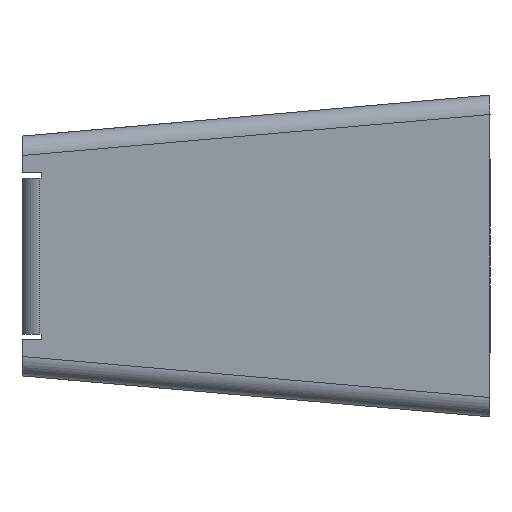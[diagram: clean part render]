
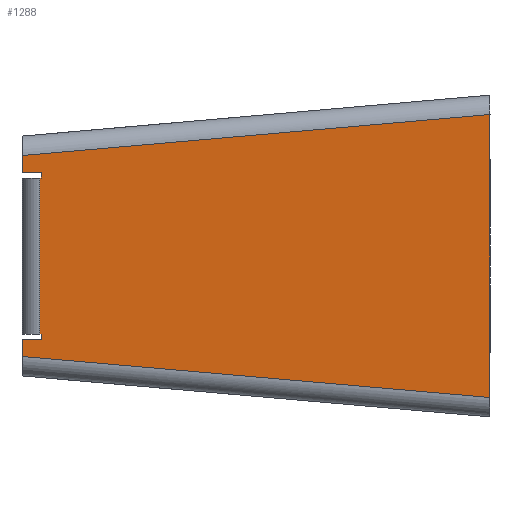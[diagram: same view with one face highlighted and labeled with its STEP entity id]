
A CAD part, left-side view. The second image highlights one B-rep face of the part: STEP entity #1288.
In plain terms, the highlighted planar face has unit normal (-0.996, 0.087, 0).
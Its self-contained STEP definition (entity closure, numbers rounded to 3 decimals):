
#1 = LINE ( 'NONE', #735, #657 ) ;
#8 = VECTOR ( 'NONE', #388, 1000. ) ;
#30 = CARTESIAN_POINT ( 'NONE',  ( -101., 0., 7.254 ) ) ;
#35 = ORIENTED_EDGE ( 'NONE', *, *, #480, .T. ) ;
#39 = CARTESIAN_POINT ( 'NONE',  ( -101.008, -0.086, -7.261 ) ) ;
#48 = LINE ( 'NONE', #278, #737 ) ;
#68 = EDGE_CURVE ( 'NONE', #463, #133, #1257, .T. ) ;
#86 = EDGE_CURVE ( 'NONE', #643, #889, #532, .T. ) ;
#87 = DIRECTION ( 'NONE',  ( -0.087, -0.996, 0. ) ) ;
#95 = VECTOR ( 'NONE', #1186, 1000. ) ;
#133 = VERTEX_POINT ( 'NONE', #1149 ) ;
#149 = EDGE_CURVE ( 'NONE', #1578, #730, #48, .T. ) ;
#162 = LINE ( 'NONE', #39, #448 ) ;
#197 = EDGE_LOOP ( 'NONE', ( #742, #991, #1592, #280, #1121, #827, #475, #493, #1011, #35, #1041, #738 ) ) ;
#198 = DIRECTION ( 'NONE',  ( 0.087, 0.996, 0. ) ) ;
#226 = LINE ( 'NONE', #1302, #372 ) ;
#275 = DIRECTION ( 'NONE',  ( 0.087, 0.996, 0. ) ) ;
#278 = CARTESIAN_POINT ( 'NONE',  ( -98.98, 23.087, 8.25 ) ) ;
#280 = ORIENTED_EDGE ( 'NONE', *, *, #1507, .T. ) ;
#334 = CARTESIAN_POINT ( 'NONE',  ( -101., 0., -7.254 ) ) ;
#361 = CARTESIAN_POINT ( 'NONE',  ( -98.9, 24., -4.3 ) ) ;
#372 = VECTOR ( 'NONE', #198, 1000. ) ;
#378 = DIRECTION ( 'NONE',  ( -0.087, -0.996, 0. ) ) ;
#388 = DIRECTION ( 'NONE',  ( 0., 0., -1. ) ) ;
#425 = CARTESIAN_POINT ( 'NONE',  ( -98.9, 24., 8.25 ) ) ;
#429 = DIRECTION ( 'NONE',  ( 0.087, 0.992, -0.087 ) ) ;
#434 = VERTEX_POINT ( 'NONE', #1020 ) ;
#447 = CARTESIAN_POINT ( 'NONE',  ( -98.988, 23., 8.25 ) ) ;
#448 = VECTOR ( 'NONE', #1270, 1000. ) ;
#461 = CARTESIAN_POINT ( 'NONE',  ( -98.9, 24., 4.3 ) ) ;
#463 = VERTEX_POINT ( 'NONE', #30 ) ;
#475 = ORIENTED_EDGE ( 'NONE', *, *, #854, .T. ) ;
#480 = EDGE_CURVE ( 'NONE', #133, #1027, #645, .T. ) ;
#493 = ORIENTED_EDGE ( 'NONE', *, *, #1198, .F. ) ;
#526 = VECTOR ( 'NONE', #429, 1000. ) ;
#532 = LINE ( 'NONE', #1377, #1167 ) ;
#543 = CARTESIAN_POINT ( 'NONE',  ( -98.9, 24., 8.25 ) ) ;
#548 = VERTEX_POINT ( 'NONE', #334 ) ;
#643 = VERTEX_POINT ( 'NONE', #939 ) ;
#645 = LINE ( 'NONE', #543, #1116 ) ;
#657 = VECTOR ( 'NONE', #378, 1000. ) ;
#662 = CARTESIAN_POINT ( 'NONE',  ( -98.988, 23., 4. ) ) ;
#672 = CARTESIAN_POINT ( 'NONE',  ( -98.9, 24., -4.3 ) ) ;
#681 = CARTESIAN_POINT ( 'NONE',  ( -98.9, 24., 8.25 ) ) ;
#688 = CARTESIAN_POINT ( 'NONE',  ( -98.98, 23.087, 4. ) ) ;
#712 = LINE ( 'NONE', #447, #1475 ) ;
#730 = VERTEX_POINT ( 'NONE', #1322 ) ;
#735 = CARTESIAN_POINT ( 'NONE',  ( -98.9, 24., -4. ) ) ;
#737 = VECTOR ( 'NONE', #770, 1000. ) ;
#738 = ORIENTED_EDGE ( 'NONE', *, *, #86, .T. ) ;
#742 = ORIENTED_EDGE ( 'NONE', *, *, #1030, .T. ) ;
#761 = EDGE_CURVE ( 'NONE', #730, #434, #1, .T. ) ;
#765 = VERTEX_POINT ( 'NONE', #361 ) ;
#767 = LINE ( 'NONE', #672, #965 ) ;
#770 = DIRECTION ( 'NONE',  ( 0., 0., -1. ) ) ;
#781 = AXIS2_PLACEMENT_3D ( 'NONE', #425, #1413, #1262 ) ;
#817 = CARTESIAN_POINT ( 'NONE',  ( -98.9, 24., -5.154 ) ) ;
#827 = ORIENTED_EDGE ( 'NONE', *, *, #1334, .T. ) ;
#854 = EDGE_CURVE ( 'NONE', #1403, #548, #162, .T. ) ;
#889 = VERTEX_POINT ( 'NONE', #662 ) ;
#894 = DIRECTION ( 'NONE',  ( 0., 0., -1. ) ) ;
#939 = CARTESIAN_POINT ( 'NONE',  ( -98.988, 23., 4.3 ) ) ;
#965 = VECTOR ( 'NONE', #275, 1000. ) ;
#991 = ORIENTED_EDGE ( 'NONE', *, *, #149, .T. ) ;
#1011 = ORIENTED_EDGE ( 'NONE', *, *, #68, .T. ) ;
#1020 = CARTESIAN_POINT ( 'NONE',  ( -98.988, 23., -4. ) ) ;
#1026 = DIRECTION ( 'NONE',  ( 0., 0., -1. ) ) ;
#1027 = VERTEX_POINT ( 'NONE', #1202 ) ;
#1030 = EDGE_CURVE ( 'NONE', #889, #1578, #226, .T. ) ;
#1041 = ORIENTED_EDGE ( 'NONE', *, *, #1412, .T. ) ;
#1116 = VECTOR ( 'NONE', #1026, 1000. ) ;
#1121 = ORIENTED_EDGE ( 'NONE', *, *, #1276, .T. ) ;
#1149 = CARTESIAN_POINT ( 'NONE',  ( -98.9, 24., 5.154 ) ) ;
#1167 = VECTOR ( 'NONE', #894, 1000. ) ;
#1186 = DIRECTION ( 'NONE',  ( 0., 0., -1. ) ) ;
#1198 = EDGE_CURVE ( 'NONE', #463, #548, #1245, .T. ) ;
#1202 = CARTESIAN_POINT ( 'NONE',  ( -98.9, 24., 4.3 ) ) ;
#1245 = LINE ( 'NONE', #1493, #8 ) ;
#1257 = LINE ( 'NONE', #1390, #526 ) ;
#1262 = DIRECTION ( 'NONE',  ( 0.087, 0.996, 0. ) ) ;
#1270 = DIRECTION ( 'NONE',  ( -0.087, -0.992, -0.087 ) ) ;
#1276 = EDGE_CURVE ( 'NONE', #1309, #765, #767, .T. ) ;
#1288 = ADVANCED_FACE ( 'NONE', ( #1498 ), #1526, .F. ) ;
#1302 = CARTESIAN_POINT ( 'NONE',  ( -98.9, 24., 4. ) ) ;
#1307 = LINE ( 'NONE', #461, #1522 ) ;
#1309 = VERTEX_POINT ( 'NONE', #1316 ) ;
#1316 = CARTESIAN_POINT ( 'NONE',  ( -98.988, 23., -4.3 ) ) ;
#1322 = CARTESIAN_POINT ( 'NONE',  ( -98.98, 23.087, -4. ) ) ;
#1334 = EDGE_CURVE ( 'NONE', #765, #1403, #1554, .T. ) ;
#1377 = CARTESIAN_POINT ( 'NONE',  ( -98.988, 23., 8.25 ) ) ;
#1390 = CARTESIAN_POINT ( 'NONE',  ( -98.908, 23.914, 5.162 ) ) ;
#1403 = VERTEX_POINT ( 'NONE', #817 ) ;
#1412 = EDGE_CURVE ( 'NONE', #1027, #643, #1307, .T. ) ;
#1413 = DIRECTION ( 'NONE',  ( 0.996, -0.087, 0. ) ) ;
#1445 = DIRECTION ( 'NONE',  ( 0., 0., -1. ) ) ;
#1475 = VECTOR ( 'NONE', #1445, 1000. ) ;
#1493 = CARTESIAN_POINT ( 'NONE',  ( -101., 0., 8.25 ) ) ;
#1498 = FACE_OUTER_BOUND ( 'NONE', #197, .T. ) ;
#1507 = EDGE_CURVE ( 'NONE', #434, #1309, #712, .T. ) ;
#1522 = VECTOR ( 'NONE', #87, 1000. ) ;
#1526 = PLANE ( 'NONE',  #781 ) ;
#1554 = LINE ( 'NONE', #681, #95 ) ;
#1578 = VERTEX_POINT ( 'NONE', #688 ) ;
#1592 = ORIENTED_EDGE ( 'NONE', *, *, #761, .T. ) ;
